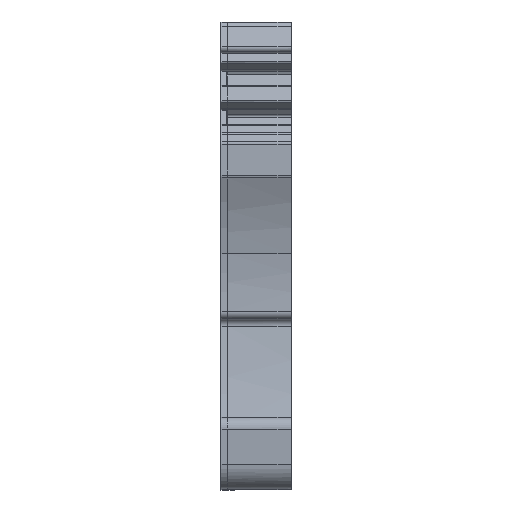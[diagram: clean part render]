
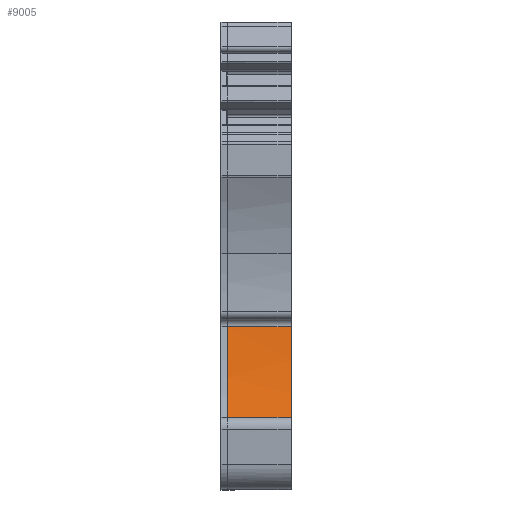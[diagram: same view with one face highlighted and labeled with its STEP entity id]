
A CAD part, front view. The second image highlights one B-rep face of the part: STEP entity #9005.
In plain terms, the highlighted cylindrical face has radius 36.422 mm (diameter 72.843 mm), a partial arc.
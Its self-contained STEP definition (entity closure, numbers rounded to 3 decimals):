
#2150=AXIS2_PLACEMENT_3D('Circle Axis2P3D',#2148,#2149,$) ;
#8977=AXIS2_PLACEMENT_3D('Cylinder Axis2P3D',#8974,#8975,#8976) ;
#2145=CARTESIAN_POINT('Vertex',(5.1,5.521,11.894)) ;
#2148=CARTESIAN_POINT('Axis2P3D Location',(5.1,-30.672,15.967)) ;
#2152=CARTESIAN_POINT('Vertex',(5.1,3.928,4.594)) ;
#8974=CARTESIAN_POINT('Axis2P3D Location',(2.55,-30.672,15.967)) ;
#8980=CARTESIAN_POINT('Control Point',(0.5,5.521,11.894)) ;
#8981=CARTESIAN_POINT('Control Point',(0.5,5.242,9.415)) ;
#8982=CARTESIAN_POINT('Control Point',(0.5,4.707,6.964)) ;
#8983=CARTESIAN_POINT('Control Point',(0.5,3.928,4.594)) ;
#8984=CARTESIAN_POINT('Vertex',(0.5,5.521,11.894)) ;
#8986=CARTESIAN_POINT('Vertex',(0.5,3.928,4.594)) ;
#8989=CARTESIAN_POINT('Line Origine',(2.55,3.928,4.594)) ;
#8994=CARTESIAN_POINT('Line Origine',(2.55,5.521,11.894)) ;
#2149=DIRECTION('Axis2P3D Direction',(-1.,0.,0.)) ;
#8975=DIRECTION('Axis2P3D Direction',(-1.,0.,0.)) ;
#8976=DIRECTION('Axis2P3D XDirection',(0.,0.994,-0.112)) ;
#8990=DIRECTION('Vector Direction',(-1.,0.,0.)) ;
#8995=DIRECTION('Vector Direction',(-1.,0.,0.)) ;
#8991=VECTOR('Line Direction',#8990,1.) ;
#8996=VECTOR('Line Direction',#8995,1.) ;
#9000=ORIENTED_EDGE('',*,*,#8988,.T.) ;
#9001=ORIENTED_EDGE('',*,*,#8993,.T.) ;
#9002=ORIENTED_EDGE('',*,*,#2154,.T.) ;
#9003=ORIENTED_EDGE('',*,*,#8998,.F.) ;
#9005=ADVANCED_FACE('KLTR_ZTPE2.5-4AN-2.1\\KLTR',(#9004),#8978,.F.) ;
#8979=B_SPLINE_CURVE_WITH_KNOTS('',3,(#8980,#8981,#8982,#8983),.UNSPECIFIED.,.F.,.U.,(4,4),(0.,10.586),.UNSPECIFIED.) ;
#2151=CIRCLE('generated circle',#2150,36.422) ;
#8978=CYLINDRICAL_SURFACE('generated cylinder',#8977,36.422) ;
#2154=EDGE_CURVE('',#2153,#2146,#2151,.F.) ;
#8988=EDGE_CURVE('',#8985,#8987,#8979,.T.) ;
#8993=EDGE_CURVE('',#8987,#2153,#8992,.F.) ;
#8998=EDGE_CURVE('',#8985,#2146,#8997,.F.) ;
#8999=EDGE_LOOP('',(#9000,#9001,#9002,#9003)) ;
#9004=FACE_OUTER_BOUND('',#8999,.T.) ;
#8992=LINE('Line',#8989,#8991) ;
#8997=LINE('Line',#8994,#8996) ;
#2146=VERTEX_POINT('',#2145) ;
#2153=VERTEX_POINT('',#2152) ;
#8985=VERTEX_POINT('',#8984) ;
#8987=VERTEX_POINT('',#8986) ;
